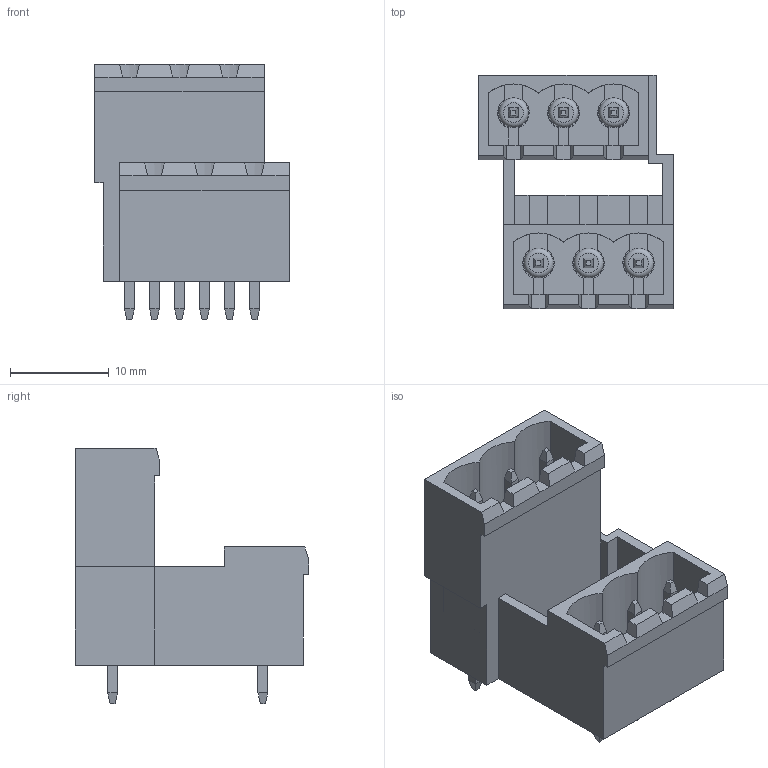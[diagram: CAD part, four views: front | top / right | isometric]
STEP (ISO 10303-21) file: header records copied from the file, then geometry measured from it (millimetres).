
FILE_DESCRIPTION( ( 'Unknown' ), '1' );
FILE_NAME( '691336500006.stp', 'Unknown', ( 'Unknown' ), ( 'Unknown' ), 'PSStep 15.0.49', 'Unknown', ' ' );
FILE_SCHEMA( ( 'AUTOMOTIVE_DESIGN { 1 0 10303 214 1 1 1 1 }' ) );
Length unit declared in the file: millimetre
Products named in the file (4): Assem1; 6913365000xx_PIN Longue; 6913365000xx_PIN Courte; 691336500006
Assembly tree (7 placements, depth 2):
  Assem1
    6913365000xx_PIN Longue  x3
    6913365000xx_PIN Courte  x3
    691336500006
Bounding box: 19.78 x 23.7 x 25.9 mm (x, y, z)
Volume: 2748.7 mm3; surface area: 5372.4 mm2
Topology: 7 solids, 7 shells, 329 faces, 899 edges, 579 vertices
Faces by surface type: plane 299, cylinder 24, torus 6
Full cylindrical faces by diameter (mm): 2.997 x3, 3 x3
Entity records: 11007 total; most frequent: CARTESIAN_POINT 1559, ORIENTED_EDGE 1538, DIRECTION 1397, EDGE_CURVE 769, LINE 703, VECTOR 703, VERTEX_POINT 509, AXIS2_PLACEMENT_3D 347
